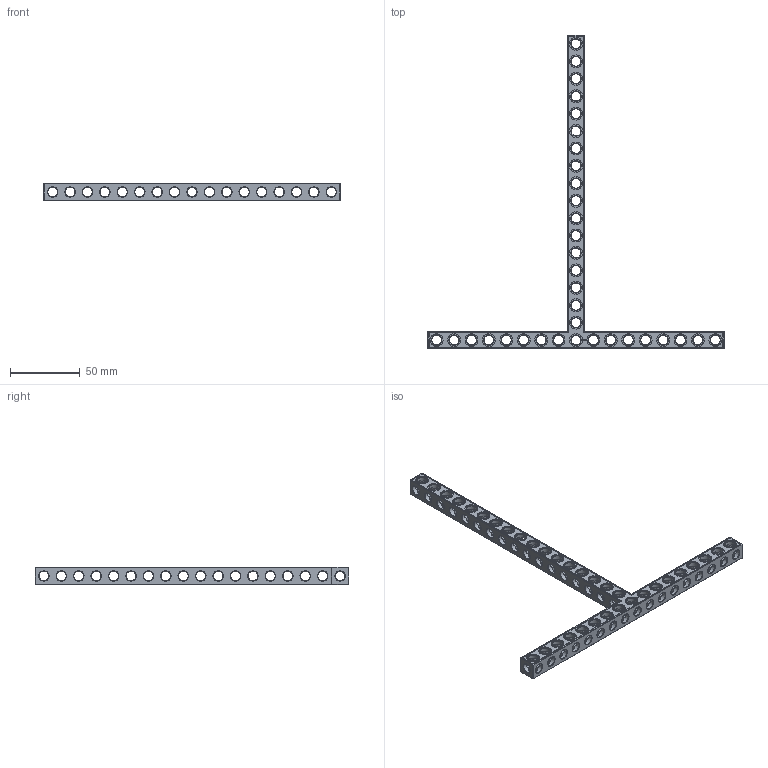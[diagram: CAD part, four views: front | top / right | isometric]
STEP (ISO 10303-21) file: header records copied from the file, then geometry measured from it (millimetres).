
FILE_DESCRIPTION(('FreeCAD Model'),'2;1');
FILE_NAME('Open CASCADE Shape Model','2022-01-28T22:40:41',( 'Paulo Kiefe'),('STEMFIE.org'),'Open CASCADE STEP processor 7.4', 'FreeCAD','Unknown');
FILE_SCHEMA(('AUTOMOTIVE_DESIGN { 1 0 10303 214 1 1 1 1 }'));
Products named in the file (1): Beam_TSH_SYM_ESS_BU17x18x01_-_SPN-BEM-1149_(stemfie.org)
Bounding box: 212.5 x 225 x 12.5 mm (x, y, z)
Volume: 33209.4 mm3; surface area: 29707.5 mm2
Topology: 1 solids, 1 shells, 893 faces, 2800 edges, 1842 vertices
Faces by surface type: plane 428, cylinder 207, cone 140, extrusion 118
Full cylindrical faces by diameter (mm): 6.98 x18, 7 x155, 9.2 x34
Entity records: 107864 total; most frequent: CARTESIAN_POINT 55654, DIRECTION 8590, ORIENTED_EDGE 5600, PCURVE 5600, DEFINITIONAL_REPRESENTATION 5600, VECTOR 5214, LINE 5096, EDGE_CURVE 2800
